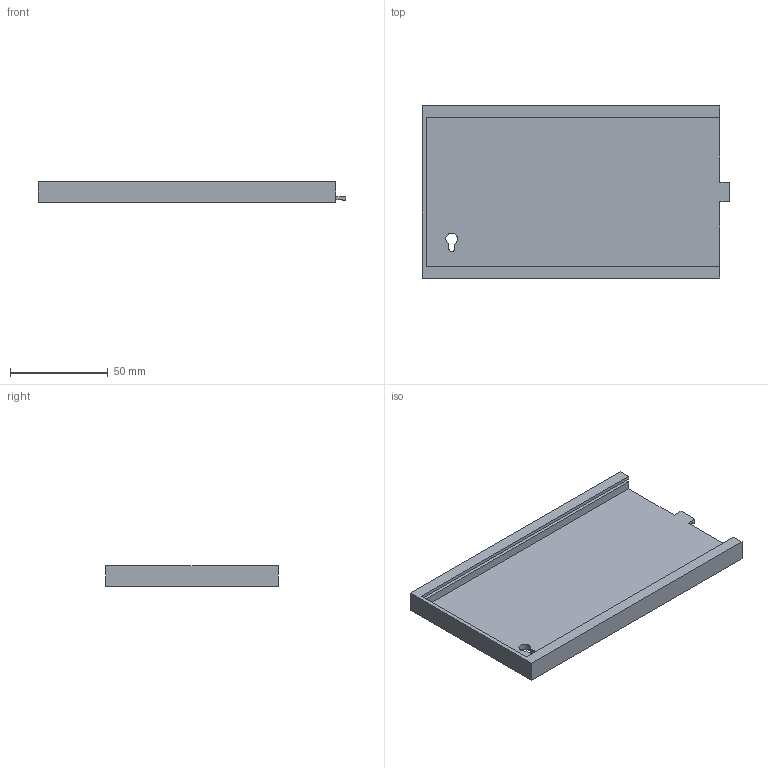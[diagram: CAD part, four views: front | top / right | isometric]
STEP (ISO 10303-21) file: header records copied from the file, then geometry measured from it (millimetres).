
FILE_DESCRIPTION(/* description */ ('Alibre Inc.'),/* implementation_level */ '2;1');
FILE_NAME(/* name */ 'export-C1A15758-01AB-4A45-BB1A-2F58E50CAE52',/* time_stamp */ '2025-05-06T15:07:59+02:00',/* author */ (''),/* organization */ (''),/* preprocessor_version */ 'ST-DEVELOPER v17',/* originating_system */ 'Alibre',/* authorisation */ '');
FILE_SCHEMA (('AUTOMOTIVE_DESIGN'));
Length unit declared in the file: millimetre
Bounding box: 157 x 88 x 10.7 mm (x, y, z)
Volume: 54037.4 mm3; surface area: 35822.6 mm2
Topology: 1 solids, 1 shells, 27 faces, 75 edges, 50 vertices
Faces by surface type: plane 24, cylinder 3
Entity records: 846 total; most frequent: CARTESIAN_POINT 151, ORIENTED_EDGE 150, DIRECTION 110, EDGE_CURVE 75, VECTOR 68, LINE 68, VERTEX_POINT 50, AXIS2_PLACEMENT_3D 33
